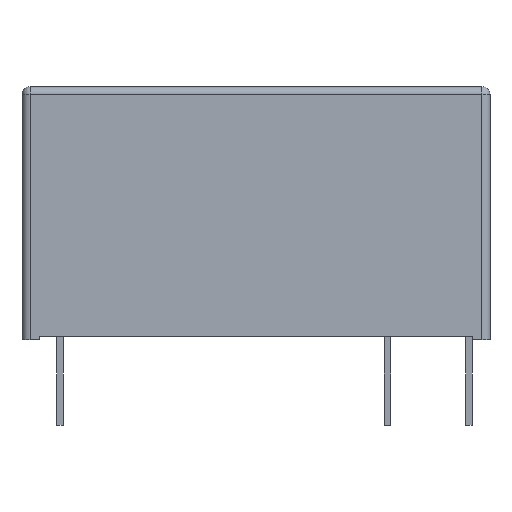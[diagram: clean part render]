
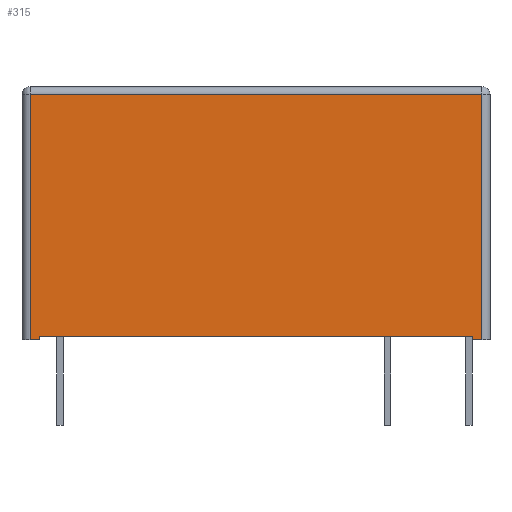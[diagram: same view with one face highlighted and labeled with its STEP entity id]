
A CAD part, front view. The second image highlights one B-rep face of the part: STEP entity #315.
In plain terms, the highlighted planar face has unit normal (0, -1, 0).
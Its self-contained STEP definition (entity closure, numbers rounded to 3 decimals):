
#13=DIRECTION('',(0.,0.,1.));
#126=VERTEX_POINT('',#127);
#127=CARTESIAN_POINT('',(-1.289,-2.6,0.2));
#168=VERTEX_POINT('',#169);
#169=CARTESIAN_POINT('',(25.589,-2.6,0.2));
#173=ORIENTED_EDGE('',*,*,#174,.F.);
#174=EDGE_CURVE('',#126,#168,#175,.T.);
#175=LINE('',#127,#176);
#176=VECTOR('',#177,1.);
#177=DIRECTION('',(1.,0.,0.));
#269=VECTOR('',#13,1.);
#271=ORIENTED_EDGE('',*,*,#272,.F.);
#272=EDGE_CURVE('',#273,#126,#275,.T.);
#273=VERTEX_POINT('',#274);
#274=CARTESIAN_POINT('',(-1.289,-2.6,0.));
#275=LINE('',#274,#269);
#315=ADVANCED_FACE('',(#316),#347,.F.);
#316=FACE_BOUND('',#317,.F.);
#317=EDGE_LOOP('',(#318,#324,#329,#335,#340,#344,#173,#271));
#318=ORIENTED_EDGE('',*,*,#319,.F.);
#319=EDGE_CURVE('',#320,#273,#322,.T.);
#320=VERTEX_POINT('',#321);
#321=CARTESIAN_POINT('',(-1.85,-2.6,0.));
#322=LINE('',#323,#176);
#323=CARTESIAN_POINT('',(-2.35,-2.6,0.));
#324=ORIENTED_EDGE('',*,*,#325,.T.);
#325=EDGE_CURVE('',#320,#326,#328,.T.);
#326=VERTEX_POINT('',#327);
#327=CARTESIAN_POINT('',(-1.85,-2.6,15.2));
#328=LINE('',#321,#269);
#329=ORIENTED_EDGE('',*,*,#330,.T.);
#330=EDGE_CURVE('',#326,#331,#333,.T.);
#331=VERTEX_POINT('',#332);
#332=CARTESIAN_POINT('',(26.15,-2.6,15.2));
#333=LINE('',#334,#176);
#334=CARTESIAN_POINT('',(-2.35,-2.6,15.2));
#335=ORIENTED_EDGE('',*,*,#336,.F.);
#336=EDGE_CURVE('',#337,#331,#339,.T.);
#337=VERTEX_POINT('',#338);
#338=CARTESIAN_POINT('',(26.15,-2.6,0.));
#339=LINE('',#338,#269);
#340=ORIENTED_EDGE('',*,*,#341,.F.);
#341=EDGE_CURVE('',#342,#337,#322,.T.);
#342=VERTEX_POINT('',#343);
#343=CARTESIAN_POINT('',(25.589,-2.6,0.));
#344=ORIENTED_EDGE('',*,*,#345,.T.);
#345=EDGE_CURVE('',#342,#168,#346,.T.);
#346=LINE('',#343,#269);
#347=PLANE('',#348);
#348=AXIS2_PLACEMENT_3D('',#323,#349,#177);
#349=DIRECTION('',(0.,1.,0.));
